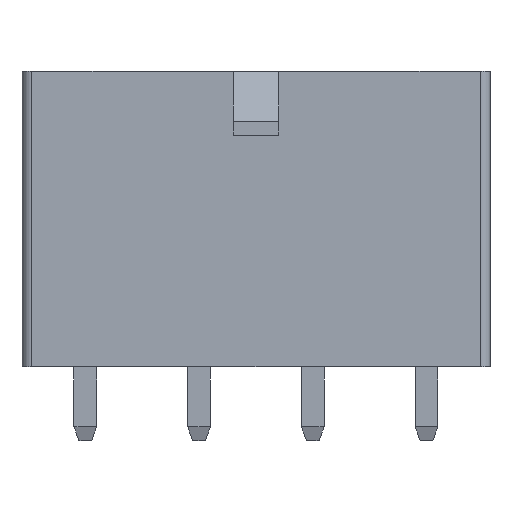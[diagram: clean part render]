
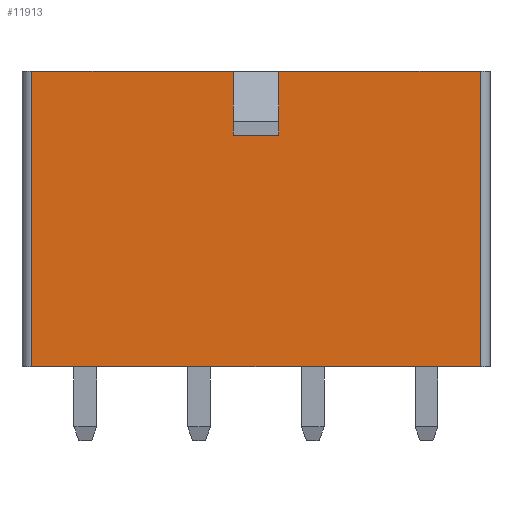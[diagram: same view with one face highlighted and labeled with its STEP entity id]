
A CAD part, front view. The second image highlights one B-rep face of the part: STEP entity #11913.
In plain terms, the highlighted face is planar.
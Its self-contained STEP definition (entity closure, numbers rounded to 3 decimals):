
#573=ORIENTED_EDGE('',*,*,#2876,.T.);
#574=ORIENTED_EDGE('',*,*,#2764,.T.);
#575=ORIENTED_EDGE('',*,*,#2877,.F.);
#576=ORIENTED_EDGE('',*,*,#2777,.F.);
#577=ORIENTED_EDGE('',*,*,#2786,.F.);
#578=ORIENTED_EDGE('',*,*,#2781,.T.);
#579=ORIENTED_EDGE('',*,*,#2878,.F.);
#580=ORIENTED_EDGE('',*,*,#2774,.F.);
#2764=EDGE_CURVE('',#3918,#3921,#4733,.T.);
#2774=EDGE_CURVE('',#3931,#3932,#4738,.T.);
#2777=EDGE_CURVE('',#3934,#3935,#4740,.T.);
#2781=EDGE_CURVE('',#3938,#3939,#4744,.T.);
#2786=EDGE_CURVE('',#3938,#3934,#4749,.T.);
#2876=EDGE_CURVE('',#3931,#3918,#4839,.T.);
#2877=EDGE_CURVE('',#3935,#3921,#4840,.T.);
#2878=EDGE_CURVE('',#3932,#3939,#4841,.T.);
#3918=VERTEX_POINT('',#15536);
#3921=VERTEX_POINT('',#15541);
#3931=VERTEX_POINT('',#15564);
#3932=VERTEX_POINT('',#15566);
#3934=VERTEX_POINT('',#15572);
#3935=VERTEX_POINT('',#15573);
#3938=VERTEX_POINT('',#15581);
#3939=VERTEX_POINT('',#15582);
#4733=LINE('',#15542,#5881);
#4738=LINE('',#15565,#5886);
#4740=LINE('',#15571,#5888);
#4744=LINE('',#15580,#5892);
#4749=LINE('',#15590,#5897);
#4839=LINE('',#15768,#5987);
#4840=LINE('',#15769,#5988);
#4841=LINE('',#15770,#5989);
#5881=VECTOR('',#13207,1000.);
#5886=VECTOR('',#13228,1000.);
#5888=VECTOR('',#13234,1000.);
#5892=VECTOR('',#13240,1000.);
#5897=VECTOR('',#13247,1000.);
#5987=VECTOR('',#13403,1000.);
#5988=VECTOR('',#13404,1000.);
#5989=VECTOR('',#13405,1000.);
#6949=EDGE_LOOP('',(#573,#574,#575,#576,#577,#578,#579,#580));
#7480=FACE_BOUND('',#6949,.T.);
#8004=PLANE('',#12426);
#11913=ADVANCED_FACE('',(#7480),#8004,.T.);
#12426=AXIS2_PLACEMENT_3D('',#15767,#13401,#13402);
#13207=DIRECTION('',(0.,-1.,0.));
#13228=DIRECTION('',(0.,-1.,0.));
#13234=DIRECTION('',(0.,-1.,0.));
#13240=DIRECTION('',(0.,-1.,0.));
#13247=DIRECTION('',(-1.,0.,0.));
#13401=DIRECTION('',(0.,0.,1.));
#13402=DIRECTION('',(1.,0.,0.));
#13403=DIRECTION('',(-1.,0.,0.));
#13404=DIRECTION('',(-1.,0.,0.));
#13405=DIRECTION('',(-1.,0.,0.));
#15536=CARTESIAN_POINT('',(-11.225,14.8,6.24));
#15541=CARTESIAN_POINT('',(-11.225,0.,6.24));
#15542=CARTESIAN_POINT('',(-11.225,14.8,6.24));
#15564=CARTESIAN_POINT('',(11.225,14.8,6.24));
#15565=CARTESIAN_POINT('',(11.225,14.8,6.24));
#15566=CARTESIAN_POINT('',(11.225,0.,6.24));
#15571=CARTESIAN_POINT('',(-1.15,0.,6.24));
#15572=CARTESIAN_POINT('',(-1.15,3.,6.24));
#15573=CARTESIAN_POINT('',(-1.15,0.,6.24));
#15580=CARTESIAN_POINT('',(1.15,0.,6.24));
#15581=CARTESIAN_POINT('',(1.15,3.,6.24));
#15582=CARTESIAN_POINT('',(1.15,0.,6.24));
#15590=CARTESIAN_POINT('',(1.15,3.,6.24));
#15767=CARTESIAN_POINT('',(11.725,14.8,6.24));
#15768=CARTESIAN_POINT('',(11.725,14.8,6.24));
#15769=CARTESIAN_POINT('',(11.725,0.,6.24));
#15770=CARTESIAN_POINT('',(11.725,0.,6.24));
